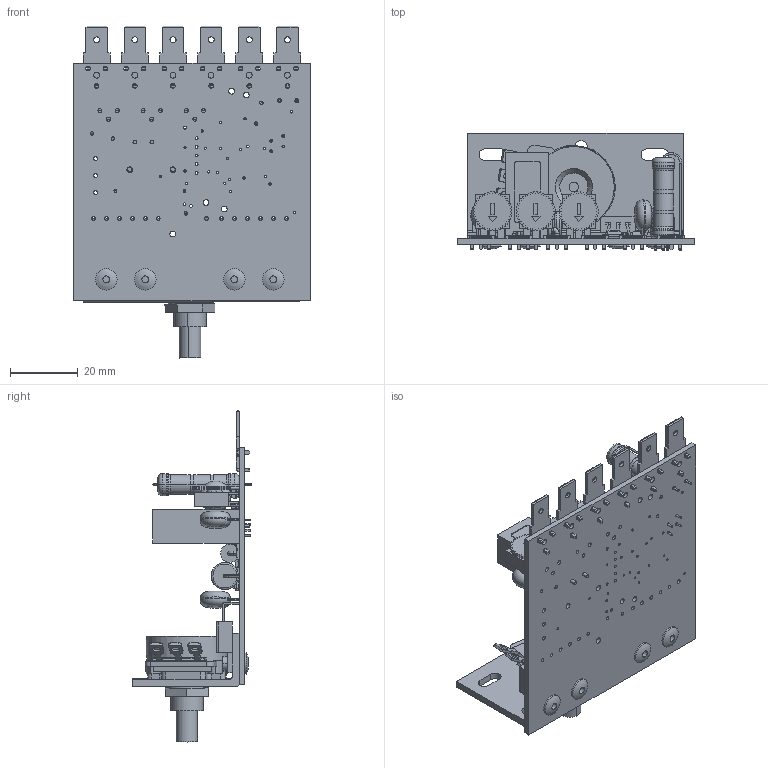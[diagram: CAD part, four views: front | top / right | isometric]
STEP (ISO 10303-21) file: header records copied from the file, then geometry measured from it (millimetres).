
FILE_DESCRIPTION (( 'STEP AP214' ), '1' );
FILE_NAME ('GSD3-24A-2CL.STEP', '2015-05-04T20:08:51', ( '' ), ( '' ), 'SwSTEP 2.0', 'SolidWorks 2014', '' );
FILE_SCHEMA (( 'AUTOMOTIVE_DESIGN' ));
Length unit declared in the file: inch
Products named in the file (34): GSD3-24A-2CL; RES_1_2WATT_VERTICAL_3.05S-3.05D-10.5H; CAP_3216_TANT; CAP_6032_TANT; HDRAD43A; RESA_2753.3_x_130; Nut-Speedpot; Open CASCADE STEP translator 6.2 15.7.7.1; Speedpot_Lockwasher; Speed_Pot; CP4910; A-4-2705; D6; RESV_3WATT_VERTICAL TALL (1.000); D7; Free-Models; Q4; POT_CA9M-STANDUP; Q5; VARR500-890X440; TO-220AB-FLAT-_150P-P; 1206; Open CASCADE STEP translator 6.2 15.3.1.1; 1206_CAP; SOT23; R13; DIOM_SMA; RESR5-1270X920X2540; SOIC8; Board; SMT_DI_SOD-123_IPC; BK16; TH_CAP_AXIAL_20S-16L-8D-8.2H; DIODE_AXIAL_12.7S-9.5L-5.3D-5.4H
Assembly tree (66 placements, depth 5):
  GSD3-24A-2CL
    BK16
    A-4-2705
      Board
      R13
        RESR5-1270X920X2540
      Q5
        TO-220AB-FLAT-_150P-P
          Open CASCADE STEP translator 6.2 15.3.1.1
      Q4
        TO-220AB-FLAT-_150P-P
          Open CASCADE STEP translator 6.2 15.3.1.1
      D7
        TO-220AB-FLAT-_150P-P
          Open CASCADE STEP translator 6.2 15.3.1.1
      D6
        TO-220AB-FLAT-_150P-P
          Open CASCADE STEP translator 6.2 15.3.1.1
      Free-Models
        CP4910  x6
        RESA_2753.3_x_130
          Open CASCADE STEP translator 6.2 15.7.7.1
        CAP_6032_TANT
        CAP_3216_TANT
        RES_1_2WATT_VERTICAL_3.05S-3.05D-10.5H  x2
        DIODE_AXIAL_12.7S-9.5L-5.3D-5.4H
        TH_CAP_AXIAL_20S-16L-8D-8.2H
        SMT_DI_SOD-123_IPC
        SOIC8
        DIOM_SMA  x6
        SOT23  x5
        1206_CAP  x3
        1206  x7
        VARR500-890X440  x3
        POT_CA9M-STANDUP  x3
      RESV_3WATT_VERTICAL TALL (1.000)
    Speed_Pot
    Speedpot_Lockwasher
    Nut-Speedpot
    HDRAD43A  x4
Bounding box: 69.44 x 34.75 x 97.67 mm (x, y, z)
Volume: 29560.5 mm3; surface area: 31522.9 mm2
Topology: 107 solids, 107 shells, 3277 faces, 8570 edges, 5614 vertices
Faces by surface type: plane 2062, cylinder 1023, torus 100, bspline 76, cone 12, sphere 4
Entity records: 86755 total; most frequent: CARTESIAN_POINT 30034, DIRECTION 8845, ORIENTED_EDGE 8770, EDGE_CURVE 4385, AXIS2_PLACEMENT_3D 3142, VERTEX_POINT 2861, LINE 2561, VECTOR 2561
